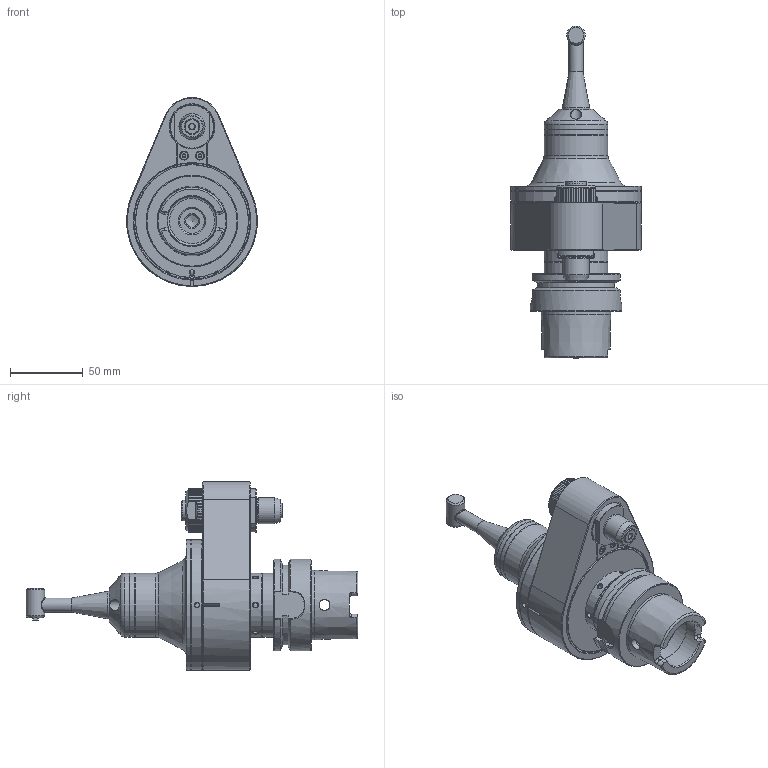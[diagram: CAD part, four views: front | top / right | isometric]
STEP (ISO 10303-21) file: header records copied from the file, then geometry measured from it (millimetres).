
FILE_DESCRIPTION(/* description */ (''),/* implementation_level */ '2;1');
FILE_NAME(/* name */ '9.GM9.3.300-12H63A.stp',/* time_stamp */ '2025-03-12T15:32:52-04:00',/* author */ ('jkrenzer'),/* organization */ (''),/* preprocessor_version */ 'ST-DEVELOPER v18.1',/* originating_system */ 'Autodesk Inventor 2022',/* authorisation */ '');
FILE_SCHEMA (('AUTOMOTIVE_DESIGN { 1 0 10303 214 3 1 1 }'));
Length unit declared in the file: millimetre
Products named in the file (1): 9.GM9.3.300-12H63A
Bounding box: 90 x 228.4 x 130 mm (x, y, z)
Volume: 469024.3 mm3; surface area: 109767.9 mm2
Topology: 2 solids, 5 shells, 766 faces, 2000 edges, 1285 vertices
Faces by surface type: plane 374, cylinder 204, cone 135, torus 27, bspline 26
Full cylindrical faces by diameter (mm): 3.3 x7, 4 x3, 4.2 x3, 4.8 x1, 5 x1, 5.5 x1, 5.8 x2, 6 x4, 6.5 x1, 7 x7, 7.5 x6, 8.4 x1, 8.5 x1, 9 x1, 9.2 x1, 9.7 x1, 10 x7, 10.5 x2, 11 x1, 12 x2, 12.8 x2, 13 x2, 14 x2, 15.2 x1, 16 x1, 17 x3, 17.5 x1, 18 x3, 18.5 x1, 18.9 x1
Entity records: 31790 total; most frequent: CARTESIAN_POINT 12926, ORIENTED_EDGE 3990, DIRECTION 3935, EDGE_CURVE 1995, AXIS2_PLACEMENT_3D 1480, VERTEX_POINT 1285, LINE 975, VECTOR 975
